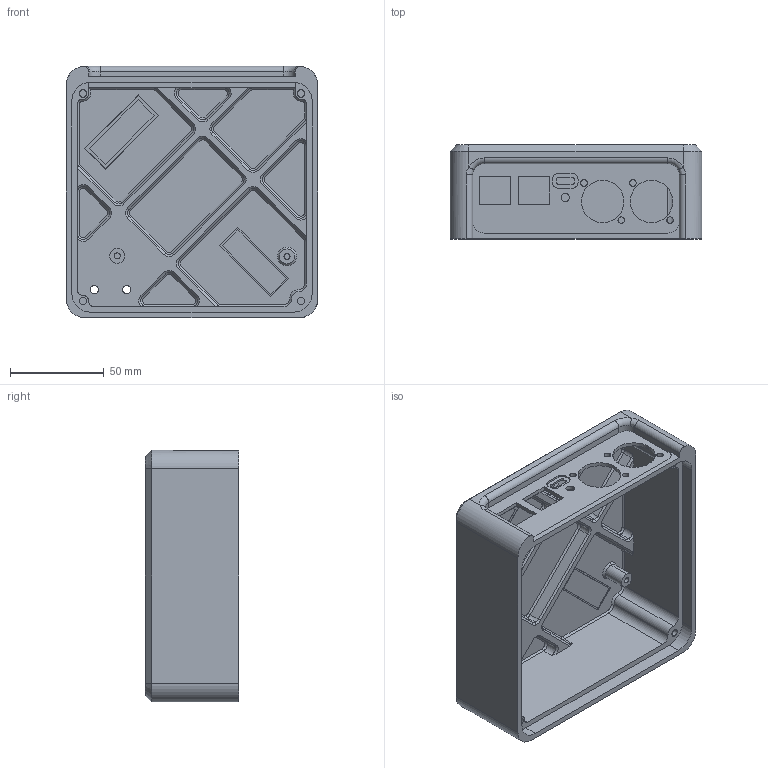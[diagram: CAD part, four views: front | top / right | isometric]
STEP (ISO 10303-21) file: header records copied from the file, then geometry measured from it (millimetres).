
FILE_DESCRIPTION (( 'STEP AP214' ), '1' );
FILE_NAME ('Beacon_V1_housing.STEP', '2026-03-11T09:08:46', ( '' ), ( '' ), 'SwSTEP 2.0', 'SolidWorks 2024', '' );
FILE_SCHEMA (( 'AUTOMOTIVE_DESIGN' ));
Length unit declared in the file: millimetre
Products named in the file (1): Beacon_V1_housing
Bounding box: 134 x 50 x 134 mm (x, y, z)
Volume: 184776.6 mm3; surface area: 86914.7 mm2
Topology: 1 solids, 1 shells, 383 faces, 941 edges, 571 vertices
Faces by surface type: plane 169, cylinder 111, cone 85, bspline 10, torus 8
Entity records: 11696 total; most frequent: CARTESIAN_POINT 2508, DIRECTION 1973, ORIENTED_EDGE 1874, EDGE_CURVE 937, AXIS2_PLACEMENT_3D 704, VERTEX_POINT 571, LINE 565, VECTOR 565
